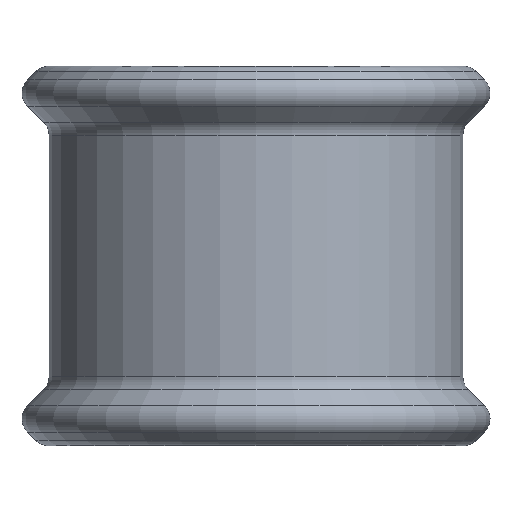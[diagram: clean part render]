
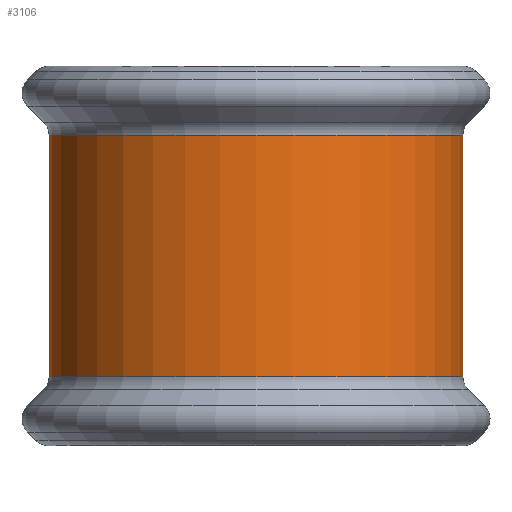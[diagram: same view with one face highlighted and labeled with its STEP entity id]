
A CAD part, front view. The second image highlights one B-rep face of the part: STEP entity #3106.
In plain terms, the highlighted cylindrical face has radius 8.534 mm (diameter 17.069 mm), a partial arc.
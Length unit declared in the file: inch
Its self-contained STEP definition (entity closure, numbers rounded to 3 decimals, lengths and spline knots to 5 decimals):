
#250 = ORIENTED_EDGE ( 'NONE', *, *, #1179, .F. ) ;
#474 = VERTEX_POINT ( 'NONE', #5750 ) ;
#495 = VERTEX_POINT ( 'NONE', #4282 ) ;
#542 = ORIENTED_EDGE ( 'NONE', *, *, #4137, .T. ) ;
#837 = EDGE_LOOP ( 'NONE', ( #542, #3212, #250, #5359 ) ) ;
#981 = DIRECTION ( 'NONE',  ( 0., 0., -1. ) ) ;
#1179 = EDGE_CURVE ( 'NONE', #4623, #495, #2787, .T. ) ;
#1263 = VECTOR ( 'NONE', #2395, 39.37008 ) ;
#1541 = AXIS2_PLACEMENT_3D ( 'NONE', #2227, #5568, #2695 ) ;
#1867 = CARTESIAN_POINT ( 'NONE',  ( 0.281, -0.688, 0. ) ) ;
#1885 = DIRECTION ( 'NONE',  ( -1., 0., 0. ) ) ;
#2227 = CARTESIAN_POINT ( 'NONE',  ( 0.281, -0.688, -0.19579 ) ) ;
#2395 = DIRECTION ( 'NONE',  ( 0., 0., 1. ) ) ;
#2487 = LINE ( 'NONE', #5272, #1263 ) ;
#2695 = DIRECTION ( 'NONE',  ( -1., 0., 0. ) ) ;
#2728 = EDGE_CURVE ( 'NONE', #5500, #495, #3247, .T. ) ;
#2787 = LINE ( 'NONE', #4446, #3904 ) ;
#2790 = DIRECTION ( 'NONE',  ( 0., 0., -1. ) ) ;
#2840 = AXIS2_PLACEMENT_3D ( 'NONE', #1867, #2790, #1885 ) ;
#2912 = CARTESIAN_POINT ( 'NONE',  ( -0.055, -0.688, -0.19579 ) ) ;
#3065 = CARTESIAN_POINT ( 'NONE',  ( 0.281, -0.352, 0.19579 ) ) ;
#3106 = ADVANCED_FACE ( 'NONE', ( #3242 ), #5839, .T. ) ;
#3212 = ORIENTED_EDGE ( 'NONE', *, *, #2728, .T. ) ;
#3242 = FACE_OUTER_BOUND ( 'NONE', #837, .T. ) ;
#3247 = CIRCLE ( 'NONE', #5333, 0.336 ) ;
#3781 = CARTESIAN_POINT ( 'NONE',  ( 0.281, -0.688, 0.19579 ) ) ;
#3904 = VECTOR ( 'NONE', #5884, 39.37008 ) ;
#4137 = EDGE_CURVE ( 'NONE', #474, #5500, #2487, .T. ) ;
#4278 = DIRECTION ( 'NONE',  ( -1., 0., 0. ) ) ;
#4282 = CARTESIAN_POINT ( 'NONE',  ( -0.055, -0.688, 0.19579 ) ) ;
#4446 = CARTESIAN_POINT ( 'NONE',  ( -0.055, -0.688, 0.19579 ) ) ;
#4623 = VERTEX_POINT ( 'NONE', #2912 ) ;
#5272 = CARTESIAN_POINT ( 'NONE',  ( 0.281, -0.352, 0.19579 ) ) ;
#5333 = AXIS2_PLACEMENT_3D ( 'NONE', #3781, #981, #4278 ) ;
#5359 = ORIENTED_EDGE ( 'NONE', *, *, #5540, .F. ) ;
#5461 = CIRCLE ( 'NONE', #1541, 0.336 ) ;
#5500 = VERTEX_POINT ( 'NONE', #3065 ) ;
#5540 = EDGE_CURVE ( 'NONE', #474, #4623, #5461, .T. ) ;
#5568 = DIRECTION ( 'NONE',  ( 0., 0., -1. ) ) ;
#5750 = CARTESIAN_POINT ( 'NONE',  ( 0.281, -0.352, -0.19579 ) ) ;
#5839 = CYLINDRICAL_SURFACE ( 'NONE', #2840, 0.336 ) ;
#5884 = DIRECTION ( 'NONE',  ( 0., 0., 1. ) ) ;
